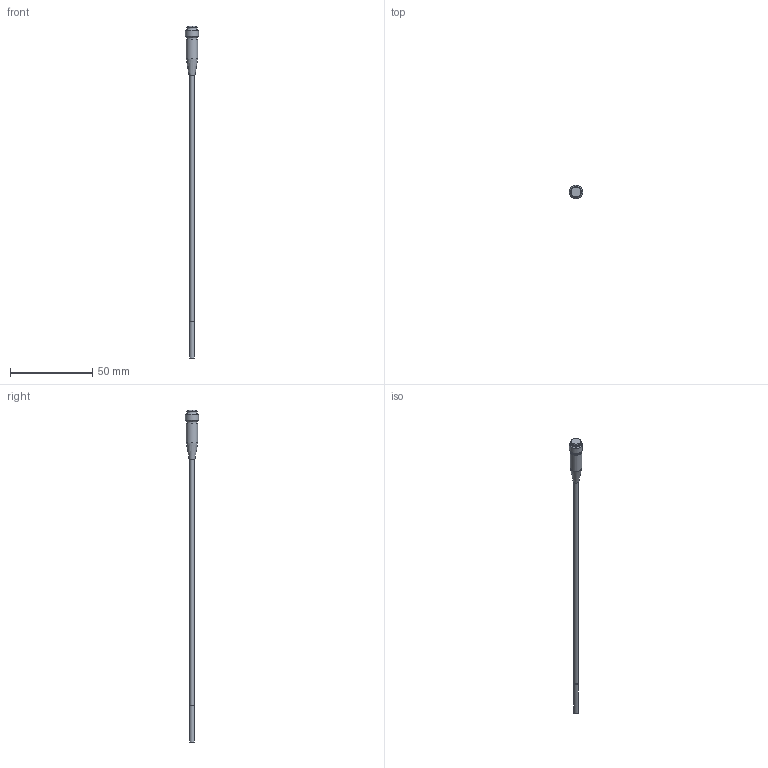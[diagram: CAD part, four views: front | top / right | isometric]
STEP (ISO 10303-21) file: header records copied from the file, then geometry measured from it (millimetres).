
FILE_DESCRIPTION(/* description */ ('STEP AP214'),/* implementation_level */ '2;1');
FILE_NAME(/* name */ '538265_SIEH-3B-NS-S-L',/* time_stamp */ '2024-09-15T04:41:02+02:00',/* author */ ('License CC BY-ND 4.0'),/* organization */ ('CADENAS'),/* preprocessor_version */ 'ST-DEVELOPER v19.3',/* originating_system */ 'PARTsolutions',/* authorisation */ ' ');
FILE_SCHEMA (('AUTOMOTIVE_DESIGN {1 0 10303 214 3 1 1}'));
Length unit declared in the file: millimetre
Products named in the file (2): 538265 SIEH-3B-NS-S-L; 538265 SIEH-3B-NS-S-L---(SP)
Assembly tree (1 placements, depth 2):
  538265 SIEH-3B-NS-S-L
    538265 SIEH-3B-NS-S-L---(SP)
Bounding box: 8 x 8 x 202 mm (x, y, z)
Volume: 1965.7 mm3; surface area: 2127.8 mm2
Topology: 1 solids, 1 shells, 20 faces, 30 edges, 19 vertices
Faces by surface type: plane 9, cylinder 7, cone 4
Full cylindrical faces by diameter (mm): 1 x1, 2.6 x1, 3 x1, 6 x2, 7 x1, 8 x1
Entity records: 450 total; most frequent: DIRECTION 80, CARTESIAN_POINT 70, AXIS2_PLACEMENT_3D 40, ORIENTED_EDGE 38, EDGE_LOOP 38, FACE_BOUND 38, ADVANCED_FACE 20, EDGE_CURVE 19
